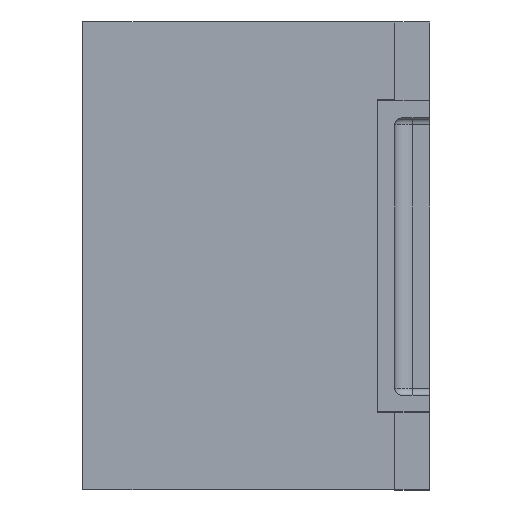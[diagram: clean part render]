
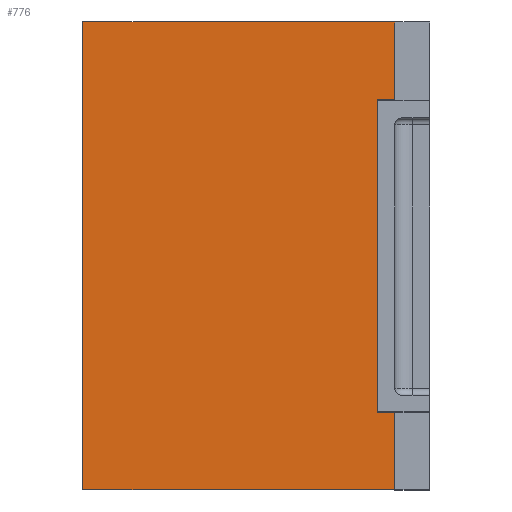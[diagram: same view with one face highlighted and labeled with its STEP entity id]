
A CAD part, left-side view. The second image highlights one B-rep face of the part: STEP entity #776.
In plain terms, the highlighted face is planar.
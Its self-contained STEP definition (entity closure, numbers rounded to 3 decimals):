
#94 = ORIENTED_EDGE ( 'NONE', *, *, #1701, .F. ) ;
#290 = VECTOR ( 'NONE', #1163, 1000. ) ;
#334 = VERTEX_POINT ( 'NONE', #3513 ) ;
#340 = CARTESIAN_POINT ( 'NONE',  ( 1.05, 0., 0.675 ) ) ;
#387 = CARTESIAN_POINT ( 'NONE',  ( 1.05, 0.05, -0.45 ) ) ;
#405 = CARTESIAN_POINT ( 'NONE',  ( 1.05, 0., 0.45 ) ) ;
#557 = CARTESIAN_POINT ( 'NONE',  ( 1.05, 0.9, -0.675 ) ) ;
#632 = VERTEX_POINT ( 'NONE', #647 ) ;
#647 = CARTESIAN_POINT ( 'NONE',  ( 1.05, 0., -0.675 ) ) ;
#719 = CARTESIAN_POINT ( 'NONE',  ( 1.05, 0.9, 0.675 ) ) ;
#744 = LINE ( 'NONE', #4309, #817 ) ;
#751 = EDGE_CURVE ( 'NONE', #334, #4186, #4302, .T. ) ;
#776 = ADVANCED_FACE ( 'NONE', ( #3209 ), #3446, .F. ) ;
#785 = ORIENTED_EDGE ( 'NONE', *, *, #4693, .F. ) ;
#817 = VECTOR ( 'NONE', #2417, 1000. ) ;
#860 = ORIENTED_EDGE ( 'NONE', *, *, #2705, .T. ) ;
#867 = AXIS2_PLACEMENT_3D ( 'NONE', #719, #1520, #4210 ) ;
#1163 = DIRECTION ( 'NONE',  ( 0., -1., 0. ) ) ;
#1277 = DIRECTION ( 'NONE',  ( 0., 0., -1. ) ) ;
#1279 = ORIENTED_EDGE ( 'NONE', *, *, #4073, .T. ) ;
#1482 = DIRECTION ( 'NONE',  ( 0., 0., -1. ) ) ;
#1520 = DIRECTION ( 'NONE',  ( -1., 0., 0. ) ) ;
#1690 = ORIENTED_EDGE ( 'NONE', *, *, #751, .F. ) ;
#1701 = EDGE_CURVE ( 'NONE', #2185, #334, #744, .T. ) ;
#1727 = DIRECTION ( 'NONE',  ( 0., 1., 0. ) ) ;
#1751 = VECTOR ( 'NONE', #1801, 1000. ) ;
#1781 = ORIENTED_EDGE ( 'NONE', *, *, #2769, .T. ) ;
#1801 = DIRECTION ( 'NONE',  ( 0., 0., -1. ) ) ;
#1920 = CARTESIAN_POINT ( 'NONE',  ( 1.05, 0.9, 0.675 ) ) ;
#1957 = VECTOR ( 'NONE', #1482, 1000. ) ;
#1960 = CARTESIAN_POINT ( 'NONE',  ( 1.05, 0., 0.45 ) ) ;
#2078 = CARTESIAN_POINT ( 'NONE',  ( 1.05, 0., -0.45 ) ) ;
#2157 = LINE ( 'NONE', #3122, #2519 ) ;
#2185 = VERTEX_POINT ( 'NONE', #387 ) ;
#2417 = DIRECTION ( 'NONE',  ( 0., 0., 1. ) ) ;
#2519 = VECTOR ( 'NONE', #1277, 1000. ) ;
#2617 = DIRECTION ( 'NONE',  ( 0., -1., 0. ) ) ;
#2705 = EDGE_CURVE ( 'NONE', #3787, #632, #4620, .T. ) ;
#2769 = EDGE_CURVE ( 'NONE', #3936, #3761, #3826, .T. ) ;
#2781 = CARTESIAN_POINT ( 'NONE',  ( 1.05, 0., 0.675 ) ) ;
#2792 = LINE ( 'NONE', #340, #1751 ) ;
#2811 = VECTOR ( 'NONE', #2617, 1000. ) ;
#2816 = CARTESIAN_POINT ( 'NONE',  ( 1.05, 0., -0.45 ) ) ;
#2867 = DIRECTION ( 'NONE',  ( 0., -1., 0. ) ) ;
#2954 = CARTESIAN_POINT ( 'NONE',  ( 1.05, 0.9, 0.675 ) ) ;
#3065 = EDGE_LOOP ( 'NONE', ( #1279, #1690, #94, #4321, #860, #785, #4493, #1781 ) ) ;
#3066 = VECTOR ( 'NONE', #2867, 1000. ) ;
#3122 = CARTESIAN_POINT ( 'NONE',  ( 1.05, 0.9, 0.675 ) ) ;
#3209 = FACE_OUTER_BOUND ( 'NONE', #3065, .T. ) ;
#3424 = CARTESIAN_POINT ( 'NONE',  ( 1.05, 0., 0.675 ) ) ;
#3446 = PLANE ( 'NONE',  #867 ) ;
#3513 = CARTESIAN_POINT ( 'NONE',  ( 1.05, 0.05, 0.45 ) ) ;
#3632 = LINE ( 'NONE', #2078, #4789 ) ;
#3761 = VERTEX_POINT ( 'NONE', #2781 ) ;
#3787 = VERTEX_POINT ( 'NONE', #2816 ) ;
#3819 = EDGE_CURVE ( 'NONE', #3787, #2185, #3632, .T. ) ;
#3826 = LINE ( 'NONE', #1920, #2811 ) ;
#3936 = VERTEX_POINT ( 'NONE', #2954 ) ;
#4073 = EDGE_CURVE ( 'NONE', #3761, #4186, #2792, .T. ) ;
#4089 = VERTEX_POINT ( 'NONE', #4945 ) ;
#4186 = VERTEX_POINT ( 'NONE', #1960 ) ;
#4200 = LINE ( 'NONE', #557, #3066 ) ;
#4210 = DIRECTION ( 'NONE',  ( 0., 0., 1. ) ) ;
#4302 = LINE ( 'NONE', #405, #290 ) ;
#4309 = CARTESIAN_POINT ( 'NONE',  ( 1.05, 0.05, 0.45 ) ) ;
#4321 = ORIENTED_EDGE ( 'NONE', *, *, #3819, .F. ) ;
#4493 = ORIENTED_EDGE ( 'NONE', *, *, #4570, .F. ) ;
#4570 = EDGE_CURVE ( 'NONE', #3936, #4089, #2157, .T. ) ;
#4620 = LINE ( 'NONE', #3424, #1957 ) ;
#4693 = EDGE_CURVE ( 'NONE', #4089, #632, #4200, .T. ) ;
#4789 = VECTOR ( 'NONE', #1727, 1000. ) ;
#4945 = CARTESIAN_POINT ( 'NONE',  ( 1.05, 0.9, -0.675 ) ) ;
